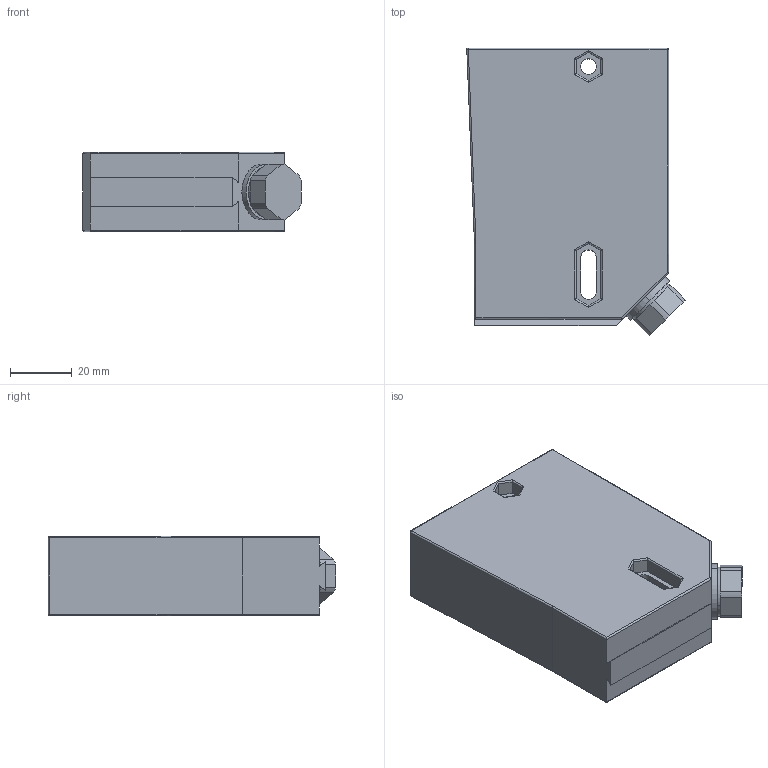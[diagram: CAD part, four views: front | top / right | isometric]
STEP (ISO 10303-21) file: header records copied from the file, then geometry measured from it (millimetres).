
FILE_DESCRIPTION((''),'2;1');
FILE_NAME('RL28_F400350B','2006-09-08T',('Pepperl+Fuchs'),('Industriehansa'),'PRO/ENGINEER BY PARAMETRIC TECHNOLOGY CORPORATION, 2005290','PRO/ENGINEER BY PARAMETRIC TECHNOLOGY CORPORATION, 2005290','');
FILE_SCHEMA(('AUTOMOTIVE_DESIGN_CC2 { 1 2 10303 214 -1 1 5 2 }'));
Length unit declared in the file: millimetre
Products named in the file (1): RL28_F400350B
Bounding box: 70.87 x 93.39 x 25.8 mm (x, y, z)
Volume: 141707.5 mm3; surface area: 20964.9 mm2
Topology: 1 solids, 1 shells, 107 faces, 264 edges, 180 vertices
Faces by surface type: cylinder 52, plane 51, sphere 4
Entity records: 4335 total; most frequent: CARTESIAN_POINT 722, ORIENTED_EDGE 500, DIRECTION 488, PRESENTATION_STYLE_ASSIGNMENT 295, STYLED_ITEM 276, CURVE_STYLE 267, EDGE_CURVE 250, VECTOR 192
